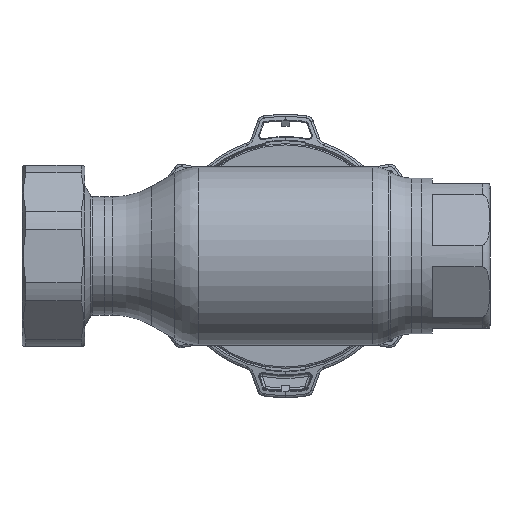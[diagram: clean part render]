
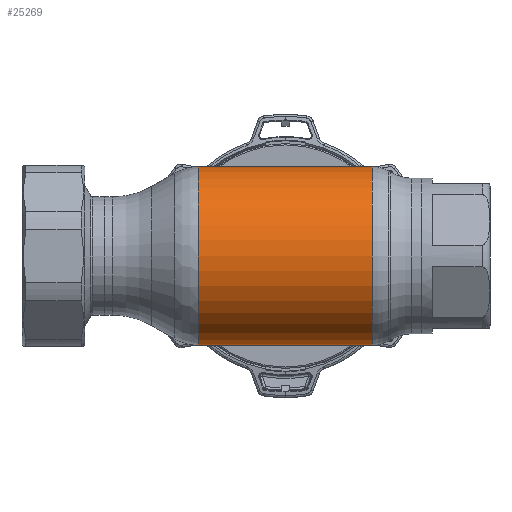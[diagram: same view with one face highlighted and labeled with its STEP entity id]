
A CAD part, front view. The second image highlights one B-rep face of the part: STEP entity #25269.
In plain terms, the highlighted cylindrical face has radius 34 mm (diameter 68 mm), a partial arc.
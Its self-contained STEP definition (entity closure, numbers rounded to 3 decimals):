
#469 = CARTESIAN_POINT ( 'NONE',  ( 62.69, 0., -34. ) ) ;
#5541 = EDGE_CURVE ( 'NONE', #18666, #17060, #17336, .T. ) ;
#5575 = DIRECTION ( 'NONE',  ( 0., 0., -1. ) ) ;
#5680 = AXIS2_PLACEMENT_3D ( 'NONE', #5778, #32282, #24666 ) ;
#5778 = CARTESIAN_POINT ( 'NONE',  ( -33.177, 0., 0. ) ) ;
#7471 = CARTESIAN_POINT ( 'NONE',  ( 33.177, 0., 0. ) ) ;
#8429 = ORIENTED_EDGE ( 'NONE', *, *, #19039, .T. ) ;
#11177 = VECTOR ( 'NONE', #11261, 1000. ) ;
#11261 = DIRECTION ( 'NONE',  ( 1., 0., 0. ) ) ;
#11606 = ORIENTED_EDGE ( 'NONE', *, *, #34815, .T. ) ;
#13305 = DIRECTION ( 'NONE',  ( 0., 0., -1. ) ) ;
#16823 = CARTESIAN_POINT ( 'NONE',  ( 62.69, 0., 34. ) ) ;
#17060 = VERTEX_POINT ( 'NONE', #29155 ) ;
#17336 = LINE ( 'NONE', #16823, #34777 ) ;
#17622 = EDGE_LOOP ( 'NONE', ( #18738, #8429, #11606, #25912 ) ) ;
#17778 = CARTESIAN_POINT ( 'NONE',  ( 33.177, 0., -34. ) ) ;
#18666 = VERTEX_POINT ( 'NONE', #30005 ) ;
#18738 = ORIENTED_EDGE ( 'NONE', *, *, #5541, .F. ) ;
#19039 = EDGE_CURVE ( 'NONE', #18666, #21355, #19216, .T. ) ;
#19216 = CIRCLE ( 'NONE', #5680, 34. ) ;
#20354 = EDGE_CURVE ( 'NONE', #17060, #28525, #24346, .T. ) ;
#21355 = VERTEX_POINT ( 'NONE', #21728 ) ;
#21605 = CYLINDRICAL_SURFACE ( 'NONE', #30998, 34. ) ;
#21728 = CARTESIAN_POINT ( 'NONE',  ( -33.177, 0., -34. ) ) ;
#24266 = CARTESIAN_POINT ( 'NONE',  ( 62.69, 0., 0. ) ) ;
#24346 = CIRCLE ( 'NONE', #28891, 34. ) ;
#24666 = DIRECTION ( 'NONE',  ( 0., 0., -1. ) ) ;
#25269 = ADVANCED_FACE ( 'NONE', ( #31899 ), #21605, .T. ) ;
#25912 = ORIENTED_EDGE ( 'NONE', *, *, #20354, .F. ) ;
#27919 = DIRECTION ( 'NONE',  ( 1., 0., 0. ) ) ;
#28525 = VERTEX_POINT ( 'NONE', #17778 ) ;
#28891 = AXIS2_PLACEMENT_3D ( 'NONE', #7471, #34387, #13305 ) ;
#29155 = CARTESIAN_POINT ( 'NONE',  ( 33.177, 0., 34. ) ) ;
#29258 = DIRECTION ( 'NONE',  ( 1., 0., 0. ) ) ;
#29993 = LINE ( 'NONE', #469, #11177 ) ;
#30005 = CARTESIAN_POINT ( 'NONE',  ( -33.177, 0., 34. ) ) ;
#30998 = AXIS2_PLACEMENT_3D ( 'NONE', #24266, #29258, #5575 ) ;
#31899 = FACE_OUTER_BOUND ( 'NONE', #17622, .T. ) ;
#32282 = DIRECTION ( 'NONE',  ( 1., 0., 0. ) ) ;
#34387 = DIRECTION ( 'NONE',  ( 1., 0., 0. ) ) ;
#34777 = VECTOR ( 'NONE', #27919, 1000. ) ;
#34815 = EDGE_CURVE ( 'NONE', #21355, #28525, #29993, .T. ) ;
